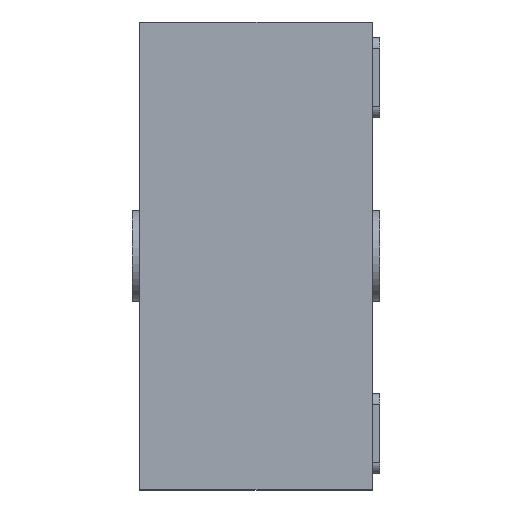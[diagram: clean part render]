
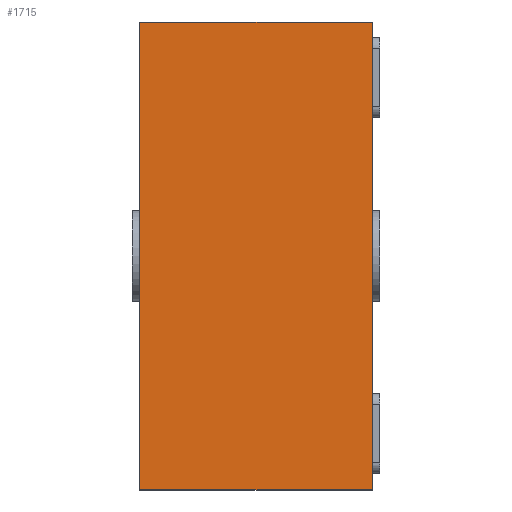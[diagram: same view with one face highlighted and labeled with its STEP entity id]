
A CAD part, left-side view. The second image highlights one B-rep face of the part: STEP entity #1715.
In plain terms, the highlighted planar face has unit normal (-1, 0, 0).
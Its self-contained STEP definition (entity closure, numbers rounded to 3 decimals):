
#12 = DIRECTION ( 'NONE',  ( 0., 0., 1. ) ) ;
#24 = LINE ( 'NONE', #1782, #1231 ) ;
#37 = LINE ( 'NONE', #649, #1934 ) ;
#70 = ORIENTED_EDGE ( 'NONE', *, *, #1391, .F. ) ;
#201 = VERTEX_POINT ( 'NONE', #1449 ) ;
#422 = ORIENTED_EDGE ( 'NONE', *, *, #2078, .T. ) ;
#464 = CARTESIAN_POINT ( 'NONE',  ( -1.019, 0.32, 0.644 ) ) ;
#466 = ORIENTED_EDGE ( 'NONE', *, *, #2201, .F. ) ;
#491 = AXIS2_PLACEMENT_3D ( 'NONE', #464, #812, #1800 ) ;
#649 = CARTESIAN_POINT ( 'NONE',  ( -1.019, -0.32, 0.644 ) ) ;
#674 = CARTESIAN_POINT ( 'NONE',  ( -1.019, 0.32, 0.644 ) ) ;
#711 = LINE ( 'NONE', #674, #2011 ) ;
#809 = DIRECTION ( 'NONE',  ( 0., -1., 0. ) ) ;
#812 = DIRECTION ( 'NONE',  ( 1., 0., 0. ) ) ;
#977 = CARTESIAN_POINT ( 'NONE',  ( -1.019, -0.32, -0.644 ) ) ;
#1179 = PLANE ( 'NONE',  #491 ) ;
#1218 = CARTESIAN_POINT ( 'NONE',  ( -1.019, 0.32, 0.644 ) ) ;
#1231 = VECTOR ( 'NONE', #809, 1000. ) ;
#1248 = VECTOR ( 'NONE', #2002, 1000. ) ;
#1389 = FACE_OUTER_BOUND ( 'NONE', #2334, .T. ) ;
#1391 = EDGE_CURVE ( 'NONE', #1593, #1873, #1620, .T. ) ;
#1449 = CARTESIAN_POINT ( 'NONE',  ( -1.019, -0.32, 0.644 ) ) ;
#1455 = DIRECTION ( 'NONE',  ( 0., -1., 0. ) ) ;
#1593 = VERTEX_POINT ( 'NONE', #2119 ) ;
#1620 = LINE ( 'NONE', #1218, #1248 ) ;
#1632 = VERTEX_POINT ( 'NONE', #977 ) ;
#1702 = ORIENTED_EDGE ( 'NONE', *, *, #2177, .T. ) ;
#1715 = ADVANCED_FACE ( 'NONE', ( #1389 ), #1179, .F. ) ;
#1782 = CARTESIAN_POINT ( 'NONE',  ( -1.019, 0.32, -0.644 ) ) ;
#1800 = DIRECTION ( 'NONE',  ( 0., 0., -1. ) ) ;
#1873 = VERTEX_POINT ( 'NONE', #2449 ) ;
#1934 = VECTOR ( 'NONE', #12, 1000. ) ;
#2002 = DIRECTION ( 'NONE',  ( 0., 0., 1. ) ) ;
#2011 = VECTOR ( 'NONE', #1455, 1000. ) ;
#2078 = EDGE_CURVE ( 'NONE', #1632, #201, #37, .T. ) ;
#2119 = CARTESIAN_POINT ( 'NONE',  ( -1.019, 0.32, -0.644 ) ) ;
#2177 = EDGE_CURVE ( 'NONE', #1593, #1632, #24, .T. ) ;
#2201 = EDGE_CURVE ( 'NONE', #1873, #201, #711, .T. ) ;
#2334 = EDGE_LOOP ( 'NONE', ( #422, #466, #70, #1702 ) ) ;
#2449 = CARTESIAN_POINT ( 'NONE',  ( -1.019, 0.32, 0.644 ) ) ;
